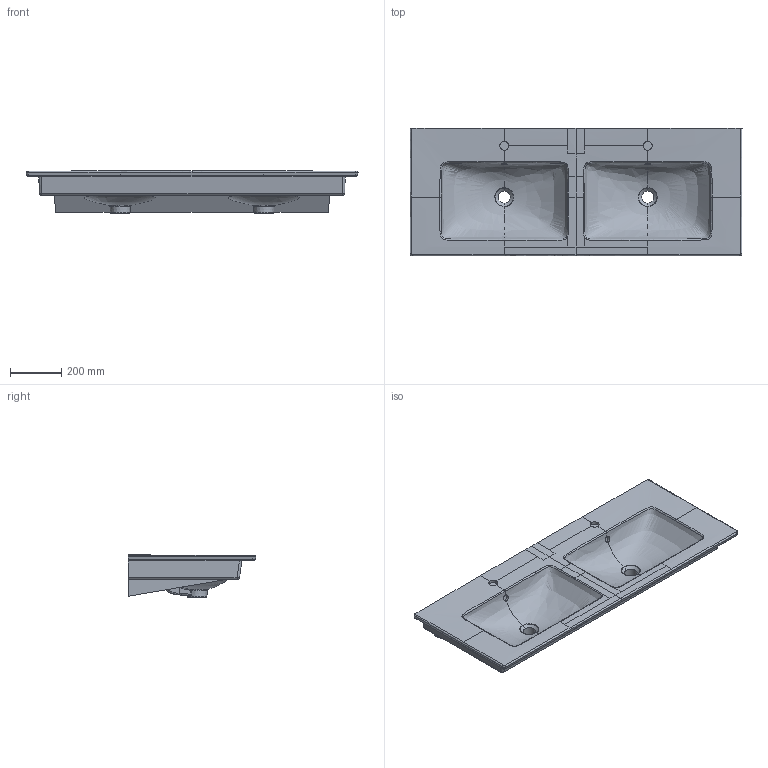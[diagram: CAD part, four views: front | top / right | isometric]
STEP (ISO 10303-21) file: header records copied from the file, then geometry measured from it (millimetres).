
FILE_DESCRIPTION(/* description */ (''),/* implementation_level */ '2;1');
FILE_NAME(/* name */ '4111DL_Venticello_DSWT-130.stp',/* time_stamp */ '2018-09-28T12:47:22+02:00',/* author */ (''),/* organization */ (''),/* preprocessor_version */ 'ST-DEVELOPER v16',/* originating_system */ 'SIEMENS PLM Software NX 10.0',/* authorisation */ '');
FILE_SCHEMA (('AUTOMOTIVE_DESIGN { 1 0 10303 214 3 1 1 1 }'));
Products named in the file (1): Conz1BB89C55r3lz
Bounding box: 1300.3 x 500.15 x 167.74 mm (x, y, z)
Volume: 44727519.5 mm3; surface area: 1856082.1 mm2
Topology: 1 solids, 1 shells, 204 faces, 577 edges, 373 vertices
Faces by surface type: bspline 116, plane 37, cylinder 33, extrusion 12, revolution 4, cone 2
Full cylindrical faces by diameter (mm): 48.552 x2
Entity records: 41110 total; most frequent: CARTESIAN_POINT 37172, ORIENTED_EDGE 1146, EDGE_CURVE 573, B_SPLINE_CURVE_WITH_KNOTS 434, VERTEX_POINT 373, DIRECTION 313, EDGE_LOOP 208, ADVANCED_FACE 204
